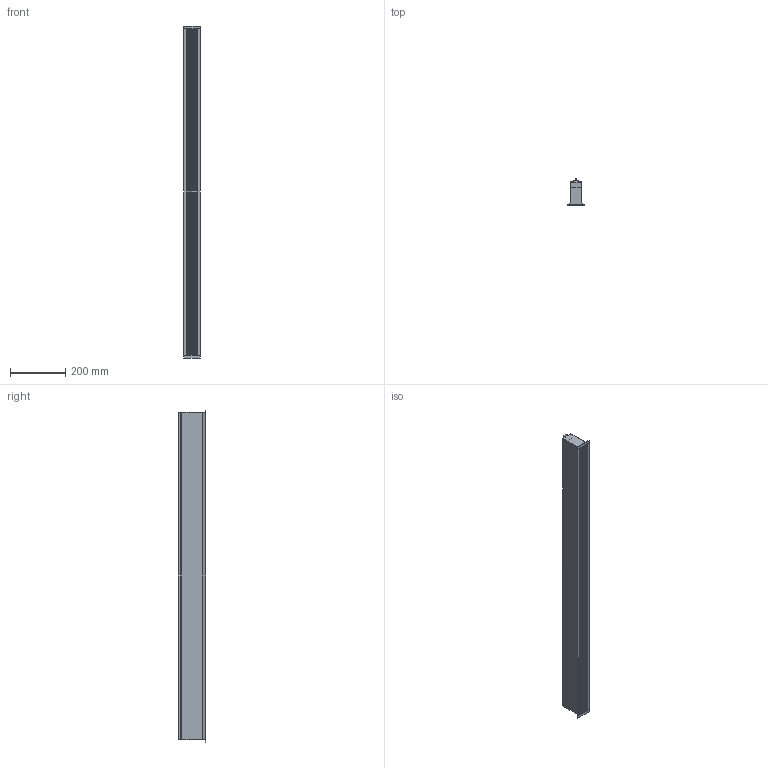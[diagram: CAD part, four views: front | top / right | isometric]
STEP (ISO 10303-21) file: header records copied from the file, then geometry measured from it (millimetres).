
FILE_DESCRIPTION(/* description */ (''),/* implementation_level */ '2;1');
FILE_NAME(/* name */ '04.ipt.stp',/* time_stamp */ '2018-02-23T06:07:16-08:00',/* author */ ('NEGRI'),/* organization */ (''),/* preprocessor_version */ 'ST-DEVELOPER v16.13',/* originating_system */ 'Autodesk Inventor 2018',/* authorisation */ '');
FILE_SCHEMA (('AUTOMOTIVE_DESIGN { 1 0 10303 214 3 1 1 }'));
Length unit declared in the file: metre
Products named in the file (1): 04.x_t
Bounding box: 60.4 x 98.4 x 1204.5 mm (x, y, z)
Volume: 1602274.2 mm3; surface area: 844432 mm2
Topology: 7 solids, 7 shells, 153 faces, 417 edges, 278 vertices
Faces by surface type: plane 129, cylinder 24
Entity records: 4833 total; most frequent: CARTESIAN_POINT 849, ORIENTED_EDGE 834, DIRECTION 773, EDGE_CURVE 417, LINE 369, VECTOR 369, VERTEX_POINT 278, AXIS2_PLACEMENT_3D 202
